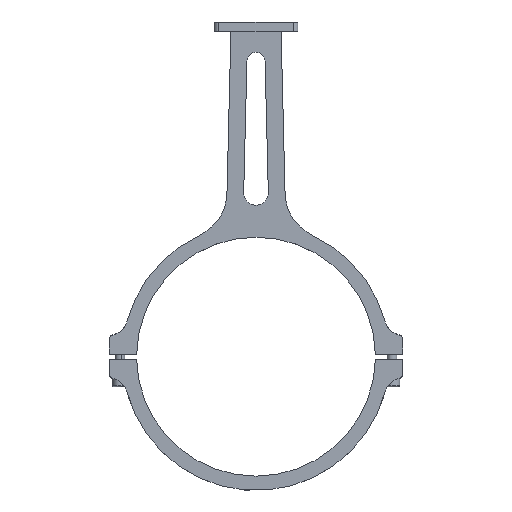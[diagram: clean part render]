
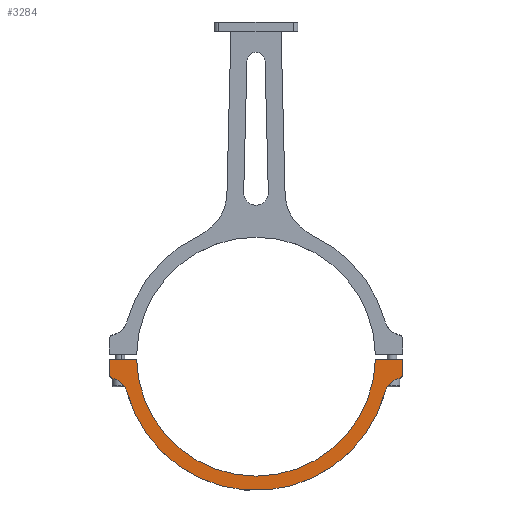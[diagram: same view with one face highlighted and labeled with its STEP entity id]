
A CAD part, top view. The second image highlights one B-rep face of the part: STEP entity #3284.
In plain terms, the highlighted planar face has unit normal (0, 0, 1).
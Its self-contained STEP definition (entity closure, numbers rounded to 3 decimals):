
#82 = CARTESIAN_POINT ( 'NONE',  ( 122.98, -14.355, 9. ) ) ;
#210 = CIRCLE ( 'NONE', #2736, 4. ) ;
#248 = EDGE_CURVE ( 'NONE', #4524, #4204, #801, .T. ) ;
#352 = DIRECTION ( 'NONE',  ( 1., 0., 0. ) ) ;
#392 = DIRECTION ( 'NONE',  ( 0., 0., 1. ) ) ;
#424 = DIRECTION ( 'NONE',  ( 1., 0., 0. ) ) ;
#490 = DIRECTION ( 'NONE',  ( 1., 0., 0. ) ) ;
#512 = CARTESIAN_POINT ( 'NONE',  ( -122.98, -2., 9. ) ) ;
#543 = AXIS2_PLACEMENT_3D ( 'NONE', #1019, #3527, #643 ) ;
#574 = CARTESIAN_POINT ( 'NONE',  ( -99.98, -2., 9. ) ) ;
#595 = VERTEX_POINT ( 'NONE', #1256 ) ;
#604 = DIRECTION ( 'NONE',  ( 0., 0., -1. ) ) ;
#609 = VERTEX_POINT ( 'NONE', #5062 ) ;
#638 = ORIENTED_EDGE ( 'NONE', *, *, #1867, .F. ) ;
#643 = DIRECTION ( 'NONE',  ( 1., 0., 0. ) ) ;
#651 = ORIENTED_EDGE ( 'NONE', *, *, #1520, .F. ) ;
#685 = FACE_OUTER_BOUND ( 'NONE', #3116, .T. ) ;
#696 = AXIS2_PLACEMENT_3D ( 'NONE', #2561, #4212, #490 ) ;
#795 = CARTESIAN_POINT ( 'NONE',  ( 122.638, -33., 9. ) ) ;
#801 = CIRCLE ( 'NONE', #543, 112. ) ;
#875 = CIRCLE ( 'NONE', #4516, 15. ) ;
#976 = LINE ( 'NONE', #574, #2417 ) ;
#1019 = CARTESIAN_POINT ( 'NONE',  ( 0., 0., 9. ) ) ;
#1021 = LINE ( 'NONE', #512, #3122 ) ;
#1068 = PLANE ( 'NONE',  #2162 ) ;
#1173 = ORIENTED_EDGE ( 'NONE', *, *, #4089, .F. ) ;
#1207 = CARTESIAN_POINT ( 'NONE',  ( -122.98, -2., 9. ) ) ;
#1256 = CARTESIAN_POINT ( 'NONE',  ( 119.75, -18.281, 9. ) ) ;
#1346 = DIRECTION ( 'NONE',  ( 0., 1., 0. ) ) ;
#1379 = CARTESIAN_POINT ( 'NONE',  ( 122.98, -2., 9. ) ) ;
#1495 = ORIENTED_EDGE ( 'NONE', *, *, #1898, .F. ) ;
#1520 = EDGE_CURVE ( 'NONE', #2403, #5080, #1021, .T. ) ;
#1540 = ORIENTED_EDGE ( 'NONE', *, *, #248, .F. ) ;
#1621 = DIRECTION ( 'NONE',  ( 0., 0., 1. ) ) ;
#1688 = DIRECTION ( 'NONE',  ( 0., 0., 1. ) ) ;
#1867 = EDGE_CURVE ( 'NONE', #3239, #4774, #3460, .T. ) ;
#1898 = EDGE_CURVE ( 'NONE', #5080, #609, #976, .T. ) ;
#1921 = CARTESIAN_POINT ( 'NONE',  ( -108.153, -29.102, 9. ) ) ;
#2021 = CARTESIAN_POINT ( 'NONE',  ( 99.98, -2., 9. ) ) ;
#2162 = AXIS2_PLACEMENT_3D ( 'NONE', #2770, #604, #4730 ) ;
#2237 = VECTOR ( 'NONE', #5113, 1000. ) ;
#2302 = VERTEX_POINT ( 'NONE', #3883 ) ;
#2403 = VERTEX_POINT ( 'NONE', #5087 ) ;
#2417 = VECTOR ( 'NONE', #3778, 1000. ) ;
#2463 = CIRCLE ( 'NONE', #5244, 100. ) ;
#2558 = DIRECTION ( 'NONE',  ( 1., 0., 0. ) ) ;
#2561 = CARTESIAN_POINT ( 'NONE',  ( -118.98, -14.355, 9. ) ) ;
#2635 = CARTESIAN_POINT ( 'NONE',  ( 108.153, -29.102, 9. ) ) ;
#2736 = AXIS2_PLACEMENT_3D ( 'NONE', #3303, #1688, #424 ) ;
#2770 = CARTESIAN_POINT ( 'NONE',  ( -122.638, -33., 9. ) ) ;
#2839 = DIRECTION ( 'NONE',  ( 1., 0., 0. ) ) ;
#2860 = CARTESIAN_POINT ( 'NONE',  ( -122.638, -33., 9. ) ) ;
#3063 = CIRCLE ( 'NONE', #696, 4. ) ;
#3116 = EDGE_LOOP ( 'NONE', ( #651, #4264, #1173, #1540, #5098, #3318, #638, #3763, #5187, #1495 ) ) ;
#3122 = VECTOR ( 'NONE', #1346, 1000. ) ;
#3165 = VECTOR ( 'NONE', #2839, 1000. ) ;
#3239 = VERTEX_POINT ( 'NONE', #4815 ) ;
#3284 = ADVANCED_FACE ( 'NONE', ( #685 ), #1068, .F. ) ;
#3303 = CARTESIAN_POINT ( 'NONE',  ( 118.98, -14.355, 9. ) ) ;
#3318 = ORIENTED_EDGE ( 'NONE', *, *, #5033, .T. ) ;
#3460 = LINE ( 'NONE', #1379, #2237 ) ;
#3487 = AXIS2_PLACEMENT_3D ( 'NONE', #795, #392, #5328 ) ;
#3527 = DIRECTION ( 'NONE',  ( 0., 0., -1. ) ) ;
#3574 = CIRCLE ( 'NONE', #3487, 15. ) ;
#3763 = ORIENTED_EDGE ( 'NONE', *, *, #4465, .F. ) ;
#3778 = DIRECTION ( 'NONE',  ( 1., 0., 0. ) ) ;
#3883 = CARTESIAN_POINT ( 'NONE',  ( 99.98, -2., 9. ) ) ;
#3971 = CARTESIAN_POINT ( 'NONE',  ( -119.75, -18.281, 9. ) ) ;
#4016 = EDGE_CURVE ( 'NONE', #2403, #4834, #3063, .T. ) ;
#4089 = EDGE_CURVE ( 'NONE', #4204, #4834, #875, .T. ) ;
#4204 = VERTEX_POINT ( 'NONE', #1921 ) ;
#4212 = DIRECTION ( 'NONE',  ( 0., 0., 1. ) ) ;
#4260 = EDGE_CURVE ( 'NONE', #595, #4524, #3574, .T. ) ;
#4264 = ORIENTED_EDGE ( 'NONE', *, *, #4016, .T. ) ;
#4465 = EDGE_CURVE ( 'NONE', #2302, #3239, #4503, .T. ) ;
#4503 = LINE ( 'NONE', #2021, #3165 ) ;
#4516 = AXIS2_PLACEMENT_3D ( 'NONE', #2860, #4601, #352 ) ;
#4524 = VERTEX_POINT ( 'NONE', #2635 ) ;
#4578 = CARTESIAN_POINT ( 'NONE',  ( 0., 0., 9. ) ) ;
#4601 = DIRECTION ( 'NONE',  ( 0., 0., 1. ) ) ;
#4730 = DIRECTION ( 'NONE',  ( 1., 0., 0. ) ) ;
#4774 = VERTEX_POINT ( 'NONE', #82 ) ;
#4815 = CARTESIAN_POINT ( 'NONE',  ( 122.98, -2., 9. ) ) ;
#4834 = VERTEX_POINT ( 'NONE', #3971 ) ;
#5033 = EDGE_CURVE ( 'NONE', #595, #4774, #210, .T. ) ;
#5062 = CARTESIAN_POINT ( 'NONE',  ( -99.98, -2., 9. ) ) ;
#5080 = VERTEX_POINT ( 'NONE', #1207 ) ;
#5087 = CARTESIAN_POINT ( 'NONE',  ( -122.98, -14.355, 9. ) ) ;
#5098 = ORIENTED_EDGE ( 'NONE', *, *, #4260, .F. ) ;
#5113 = DIRECTION ( 'NONE',  ( 0., -1., 0. ) ) ;
#5187 = ORIENTED_EDGE ( 'NONE', *, *, #5234, .F. ) ;
#5234 = EDGE_CURVE ( 'NONE', #609, #2302, #2463, .T. ) ;
#5244 = AXIS2_PLACEMENT_3D ( 'NONE', #4578, #1621, #2558 ) ;
#5328 = DIRECTION ( 'NONE',  ( -1., 0., 0. ) ) ;
